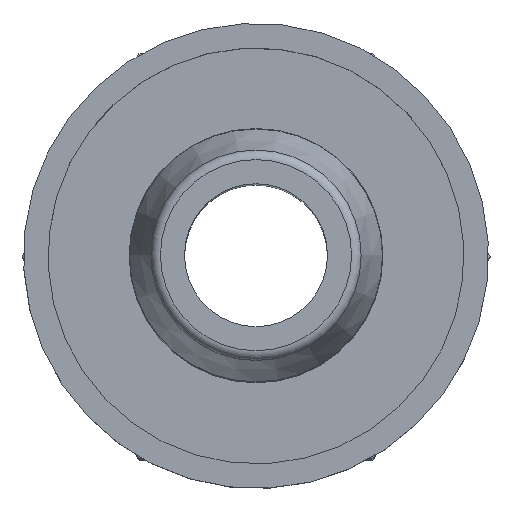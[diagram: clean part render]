
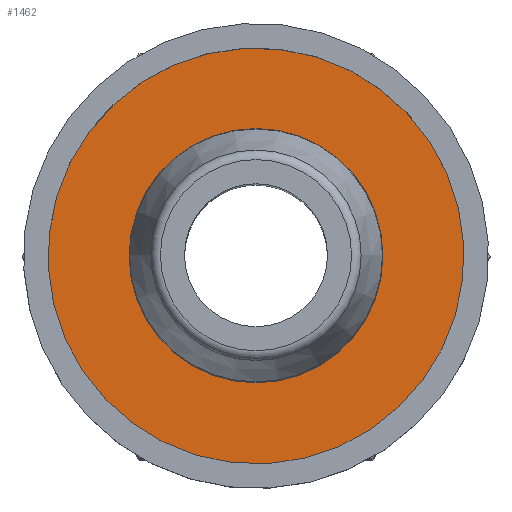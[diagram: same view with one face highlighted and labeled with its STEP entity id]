
A CAD part, top view. The second image highlights one B-rep face of the part: STEP entity #1462.
In plain terms, the highlighted planar face has unit normal (0, 0, 1).
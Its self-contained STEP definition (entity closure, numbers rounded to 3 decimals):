
#85=FACE_BOUND('',#373,.T.);
#198=PLANE('',#1713);
#268=FACE_OUTER_BOUND('',#372,.T.);
#372=EDGE_LOOP('',(#1194));
#373=EDGE_LOOP('',(#1195));
#470=CIRCLE('',#1712,9.75);
#471=CIRCLE('',#1714,5.65);
#667=VERTEX_POINT('',#2683);
#668=VERTEX_POINT('',#2687);
#856=EDGE_CURVE('',#667,#667,#470,.T.);
#857=EDGE_CURVE('',#668,#668,#471,.T.);
#1194=ORIENTED_EDGE('',*,*,#856,.T.);
#1195=ORIENTED_EDGE('',*,*,#857,.F.);
#1462=ADVANCED_FACE('',(#268,#85),#198,.F.);
#1712=AXIS2_PLACEMENT_3D('',#2685,#2082,#2083);
#1713=AXIS2_PLACEMENT_3D('',#2686,#2084,#2085);
#1714=AXIS2_PLACEMENT_3D('',#2688,#2086,#2087);
#2082=DIRECTION('center_axis',(0.,0.,1.));
#2083=DIRECTION('ref_axis',(-1.,0.,0.));
#2084=DIRECTION('center_axis',(0.,0.,-1.));
#2085=DIRECTION('ref_axis',(-1.,0.,0.));
#2086=DIRECTION('center_axis',(0.,0.,1.));
#2087=DIRECTION('ref_axis',(-1.,0.,0.));
#2683=CARTESIAN_POINT('',(9.75,0.,1.2));
#2685=CARTESIAN_POINT('Origin',(0.,0.,1.2));
#2686=CARTESIAN_POINT('Origin',(0.,0.,1.2));
#2687=CARTESIAN_POINT('',(5.65,0.,1.2));
#2688=CARTESIAN_POINT('Origin',(0.,0.,1.2));
